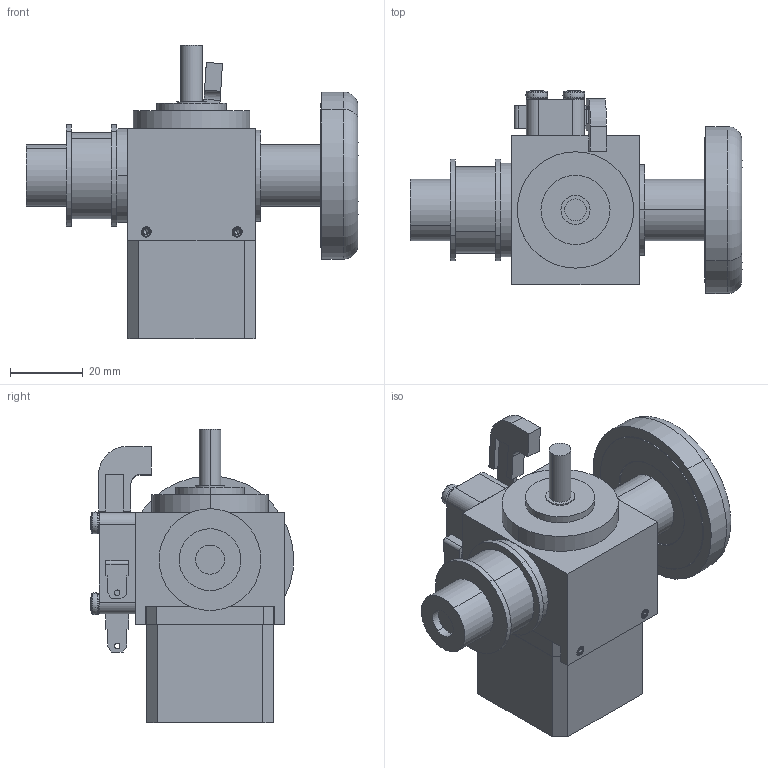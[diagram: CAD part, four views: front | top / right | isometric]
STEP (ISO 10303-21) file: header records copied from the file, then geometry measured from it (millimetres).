
FILE_DESCRIPTION (( 'STEP AP214' ), '1' );
FILE_NAME ('Link 5.STEP', '2024-01-09T19:00:05', ( '' ), ( '' ), 'SwSTEP 2.0', 'SolidWorks 2022', '' );
FILE_SCHEMA (( 'AUTOMOTIVE_DESIGN' ));
Length unit declared in the file: millimetre
Products named in the file (14): J6 Limit Switch Tip_As Machined; Bearing TRA1625_As Machined; J6 Housing_As Machined; 91390A097_Alloy Steel Cup-Point Set Screw_91390A097; 91390A111_Alloy Steel Cup-Point Set Screw_91390A111; 92005A124_Steel Pan Head Phillips Screw_92005A124; Bearing TRD1625_As Machined; Motor 14HS13-0804D-PG19_As Machined; 91290A319_Alloy Steel Socket Head Screw_91290A319; Link 5; Pulley 15T_As Machined; Bearing NTA1625_As Machined; Limit Switch XV-152-1C25_As Machined; J6 Bearing Cap_As Machined
Assembly tree (22 placements, depth 2):
  Link 5
    J6 Housing_As Machined
    Motor 14HS13-0804D-PG19_As Machined
    Pulley 15T_As Machined
    91390A097_Alloy Steel Cup-Point Set Screw_91390A097  x4
    J6 Bearing Cap_As Machined
    91290A319_Alloy Steel Socket Head Screw_91290A319
    91390A111_Alloy Steel Cup-Point Set Screw_91390A111  x6
    Bearing TRD1625_As Machined
    Bearing NTA1625_As Machined
    Bearing TRA1625_As Machined
    Limit Switch XV-152-1C25_As Machined
    92005A124_Steel Pan Head Phillips Screw_92005A124  x2
    J6 Limit Switch Tip_As Machined
Bounding box: 91.28 x 55.85 x 80.8 mm (x, y, z)
Volume: 117666.2 mm3; surface area: 47425.1 mm2
Topology: 56 solids, 56 shells, 1233 faces, 3063 edges, 1931 vertices
Faces by surface type: cylinder 513, plane 443, cone 210, bspline 47, torus 12, sphere 8
Entity records: 32659 total; most frequent: CARTESIAN_POINT 12433, ORIENTED_EDGE 3864, DIRECTION 3860, EDGE_CURVE 1932, AXIS2_PLACEMENT_3D 1453, VERTEX_POINT 1264, LINE 954, VECTOR 954
